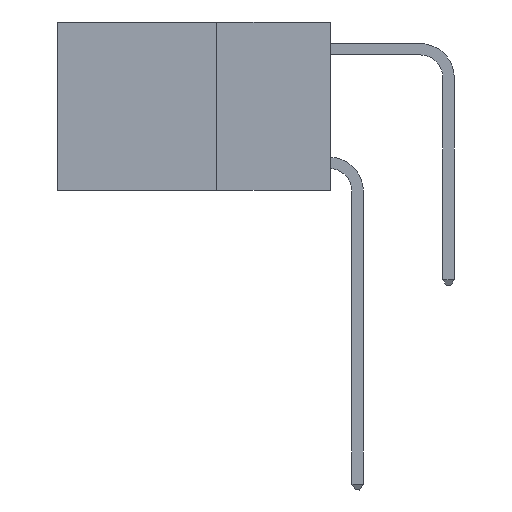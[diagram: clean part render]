
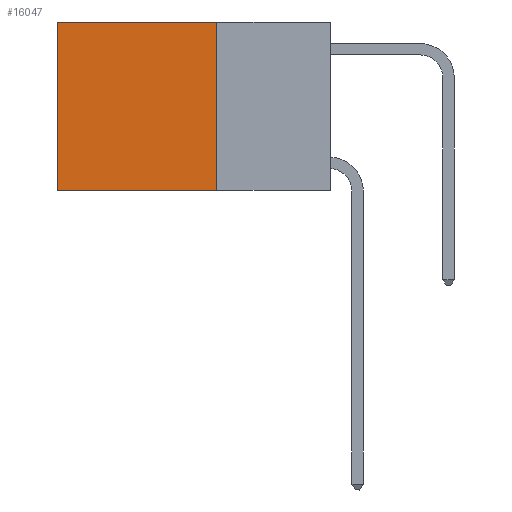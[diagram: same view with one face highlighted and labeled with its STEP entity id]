
A CAD part, left-side view. The second image highlights one B-rep face of the part: STEP entity #16047.
In plain terms, the highlighted planar face has unit normal (-1, 0, 0).
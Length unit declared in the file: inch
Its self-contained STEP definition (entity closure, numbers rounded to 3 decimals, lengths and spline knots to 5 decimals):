
#596 = CARTESIAN_POINT ( 'NONE',  ( 0.2625, 0.6, -0.37 ) ) ;
#710 = VERTEX_POINT ( 'NONE', #16881 ) ;
#785 = DIRECTION ( 'NONE',  ( 0., 1., 0. ) ) ;
#1016 = LINE ( 'NONE', #3323, #3204 ) ;
#1400 = VECTOR ( 'NONE', #21505, 39.37008 ) ;
#2351 = LINE ( 'NONE', #2704, #20307 ) ;
#2494 = LINE ( 'NONE', #10819, #1400 ) ;
#2704 = CARTESIAN_POINT ( 'NONE',  ( 0.2625, 0.25, 0. ) ) ;
#2804 = CARTESIAN_POINT ( 'NONE',  ( 0.2625, 0.6, 0. ) ) ;
#2881 = ORIENTED_EDGE ( 'NONE', *, *, #20111, .F. ) ;
#3063 = EDGE_CURVE ( 'NONE', #710, #13568, #3170, .T. ) ;
#3170 = LINE ( 'NONE', #13803, #11330 ) ;
#3204 = VECTOR ( 'NONE', #22353, 39.37008 ) ;
#3323 = CARTESIAN_POINT ( 'NONE',  ( 0.2625, 0.25, -0.37 ) ) ;
#4696 = ORIENTED_EDGE ( 'NONE', *, *, #12086, .F. ) ;
#5065 = DIRECTION ( 'NONE',  ( 0., 0., -1. ) ) ;
#5702 = VERTEX_POINT ( 'NONE', #596 ) ;
#7120 = FACE_OUTER_BOUND ( 'NONE', #19275, .T. ) ;
#8215 = ORIENTED_EDGE ( 'NONE', *, *, #3063, .T. ) ;
#9781 = DIRECTION ( 'NONE',  ( 0., 0., -1. ) ) ;
#10062 = AXIS2_PLACEMENT_3D ( 'NONE', #16768, #21901, #9781 ) ;
#10819 = CARTESIAN_POINT ( 'NONE',  ( 0.2625, 0.6, 0. ) ) ;
#11330 = VECTOR ( 'NONE', #785, 39.37008 ) ;
#12086 = EDGE_CURVE ( 'NONE', #710, #21922, #2351, .T. ) ;
#13568 = VERTEX_POINT ( 'NONE', #2804 ) ;
#13803 = CARTESIAN_POINT ( 'NONE',  ( 0.2625, 0.25, 0. ) ) ;
#14420 = EDGE_CURVE ( 'NONE', #13568, #5702, #2494, .T. ) ;
#14822 = ORIENTED_EDGE ( 'NONE', *, *, #14420, .T. ) ;
#15025 = PLANE ( 'NONE',  #10062 ) ;
#16047 = ADVANCED_FACE ( 'NONE', ( #7120 ), #15025, .F. ) ;
#16768 = CARTESIAN_POINT ( 'NONE',  ( 0.2625, 0.25, 0. ) ) ;
#16881 = CARTESIAN_POINT ( 'NONE',  ( 0.2625, 0.25, 0. ) ) ;
#16974 = CARTESIAN_POINT ( 'NONE',  ( 0.2625, 0.25, -0.37 ) ) ;
#19275 = EDGE_LOOP ( 'NONE', ( #14822, #2881, #4696, #8215 ) ) ;
#20111 = EDGE_CURVE ( 'NONE', #21922, #5702, #1016, .T. ) ;
#20307 = VECTOR ( 'NONE', #5065, 39.37008 ) ;
#21505 = DIRECTION ( 'NONE',  ( 0., 0., -1. ) ) ;
#21901 = DIRECTION ( 'NONE',  ( 1., 0., 0. ) ) ;
#21922 = VERTEX_POINT ( 'NONE', #16974 ) ;
#22353 = DIRECTION ( 'NONE',  ( 0., 1., 0. ) ) ;
